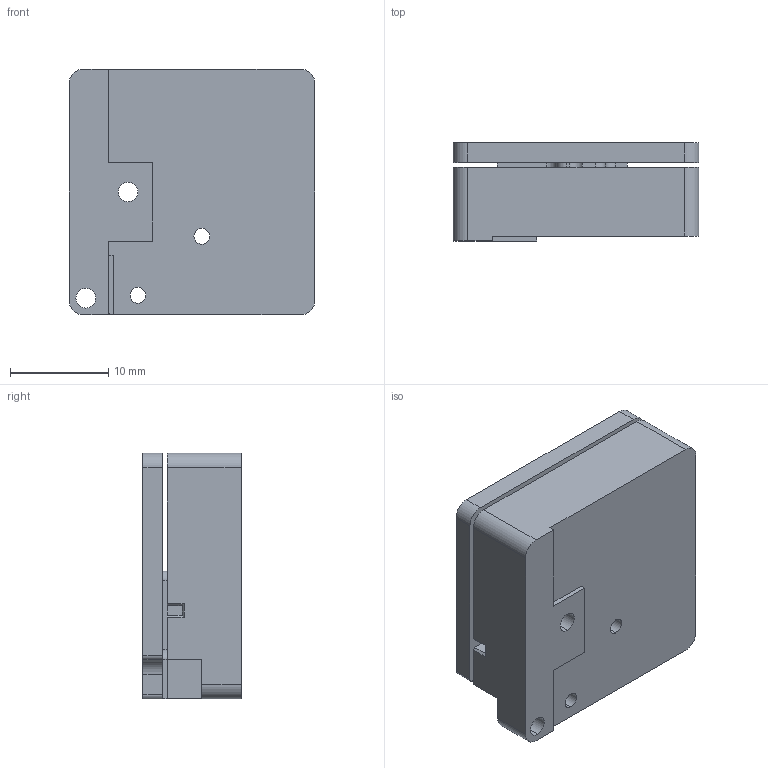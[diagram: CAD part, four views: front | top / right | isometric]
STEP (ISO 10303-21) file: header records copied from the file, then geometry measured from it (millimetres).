
FILE_DESCRIPTION (( 'STEP AP214' ), '1' );
FILE_NAME ('Scanner25_xy_web.STEP', '2022-12-23T04:13:58', ( '' ), ( '' ), 'SwSTEP 2.0', 'SolidWorks 2020', '' );
FILE_SCHEMA (( 'AUTOMOTIVE_DESIGN' ));
Length unit declared in the file: millimetre
Products named in the file (3): 葩璃 proposal2_part1^Scanner25_xy_web; Scanner25_xy_web; 葩璃 proposal2_part3^Scanner25_xy_web
Assembly tree (2 placements, depth 2):
  Scanner25_xy_web
    葩璃 proposal2_part1^Scanner25_xy_web
    葩璃 proposal2_part3^Scanner25_xy_web
Bounding box: 25 x 10 x 25 mm (x, y, z)
Volume: 5390 mm3; surface area: 3716.5 mm2
Topology: 2 solids, 2 shells, 102 faces, 292 edges, 194 vertices
Faces by surface type: cylinder 55, plane 47
Entity records: 3842 total; most frequent: DIRECTION 620, CARTESIAN_POINT 593, ORIENTED_EDGE 584, EDGE_CURVE 292, AXIS2_PLACEMENT_3D 221, VERTEX_POINT 194, LINE 178, VECTOR 178
